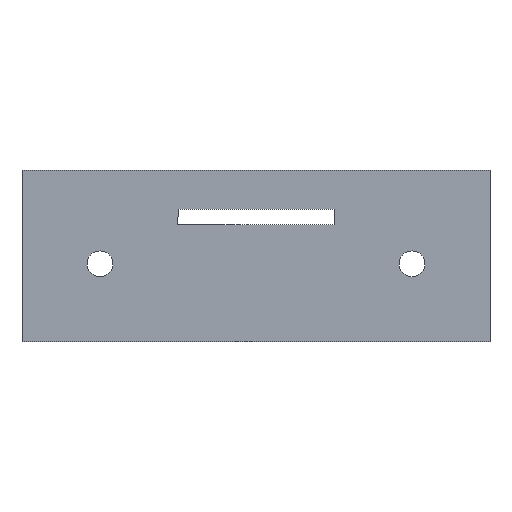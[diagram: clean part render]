
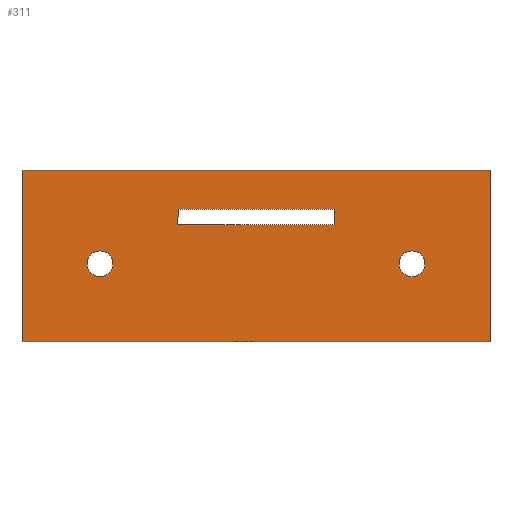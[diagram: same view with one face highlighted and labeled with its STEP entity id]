
A CAD part, top view. The second image highlights one B-rep face of the part: STEP entity #311.
In plain terms, the highlighted planar face has unit normal (0, 0, 1).
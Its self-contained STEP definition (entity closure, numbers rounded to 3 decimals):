
#4 = EDGE_CURVE ( 'NONE', #250, #404, #361, .T. ) ;
#5 = VERTEX_POINT ( 'NONE', #227 ) ;
#20 = CARTESIAN_POINT ( 'NONE',  ( 8.35, 10., 0. ) ) ;
#26 = VERTEX_POINT ( 'NONE', #446 ) ;
#31 = CARTESIAN_POINT ( 'NONE',  ( 0., 22., 0. ) ) ;
#33 = CARTESIAN_POINT ( 'NONE',  ( 40., 17., 0. ) ) ;
#35 = VECTOR ( 'NONE', #105, 1000. ) ;
#37 = EDGE_CURVE ( 'NONE', #252, #465, #70, .T. ) ;
#39 = AXIS2_PLACEMENT_3D ( 'NONE', #346, #377, #339 ) ;
#42 = CARTESIAN_POINT ( 'NONE',  ( 60., 0., 0. ) ) ;
#46 = CIRCLE ( 'NONE', #314, 1.65 ) ;
#48 = CARTESIAN_POINT ( 'NONE',  ( 60., 0., 0. ) ) ;
#51 = CARTESIAN_POINT ( 'NONE',  ( 0., 0., 0. ) ) ;
#55 = CARTESIAN_POINT ( 'NONE',  ( 20., 17., 0. ) ) ;
#58 = CARTESIAN_POINT ( 'NONE',  ( 20., 17., 0. ) ) ;
#62 = ORIENTED_EDGE ( 'NONE', *, *, #4, .T. ) ;
#68 = EDGE_LOOP ( 'NONE', ( #350, #328 ) ) ;
#70 = CIRCLE ( 'NONE', #330, 1.65 ) ;
#78 = ORIENTED_EDGE ( 'NONE', *, *, #445, .T. ) ;
#86 = CARTESIAN_POINT ( 'NONE',  ( 51.65, 10., 0. ) ) ;
#90 = AXIS2_PLACEMENT_3D ( 'NONE', #108, #308, #97 ) ;
#93 = ORIENTED_EDGE ( 'NONE', *, *, #37, .F. ) ;
#97 = DIRECTION ( 'NONE',  ( 1., 0., 0. ) ) ;
#98 = FACE_BOUND ( 'NONE', #68, .T. ) ;
#99 = EDGE_CURVE ( 'NONE', #378, #462, #128, .T. ) ;
#100 = ORIENTED_EDGE ( 'NONE', *, *, #99, .T. ) ;
#102 = DIRECTION ( 'NONE',  ( 0., 0., -1. ) ) ;
#105 = DIRECTION ( 'NONE',  ( -1., 0., 0. ) ) ;
#108 = CARTESIAN_POINT ( 'NONE',  ( 50., 10., 0. ) ) ;
#110 = VECTOR ( 'NONE', #212, 1000. ) ;
#124 = EDGE_CURVE ( 'NONE', #26, #343, #295, .T. ) ;
#128 = LINE ( 'NONE', #421, #181 ) ;
#130 = VECTOR ( 'NONE', #435, 1000. ) ;
#135 = CARTESIAN_POINT ( 'NONE',  ( 20., 15., 0. ) ) ;
#140 = LINE ( 'NONE', #31, #468 ) ;
#158 = DIRECTION ( 'NONE',  ( 0., -1., 0. ) ) ;
#167 = DIRECTION ( 'NONE',  ( 0., -1., 0. ) ) ;
#169 = CARTESIAN_POINT ( 'NONE',  ( 60., 22., 0. ) ) ;
#172 = CARTESIAN_POINT ( 'NONE',  ( 0., 0., 0. ) ) ;
#174 = CARTESIAN_POINT ( 'NONE',  ( 20., 17., 0. ) ) ;
#181 = VECTOR ( 'NONE', #158, 1000. ) ;
#200 = CARTESIAN_POINT ( 'NONE',  ( 48.35, 10., 0. ) ) ;
#201 = LINE ( 'NONE', #135, #382 ) ;
#212 = DIRECTION ( 'NONE',  ( 1., 0., 0. ) ) ;
#215 = AXIS2_PLACEMENT_3D ( 'NONE', #351, #102, #457 ) ;
#224 = CARTESIAN_POINT ( 'NONE',  ( 50., 10., 0. ) ) ;
#226 = EDGE_CURVE ( 'NONE', #343, #26, #46, .T. ) ;
#227 = CARTESIAN_POINT ( 'NONE',  ( 40., 15., 0. ) ) ;
#230 = VECTOR ( 'NONE', #167, 1000. ) ;
#235 = FACE_BOUND ( 'NONE', #318, .T. ) ;
#239 = FACE_OUTER_BOUND ( 'NONE', #272, .T. ) ;
#243 = LINE ( 'NONE', #33, #401 ) ;
#244 = VERTEX_POINT ( 'NONE', #55 ) ;
#250 = VERTEX_POINT ( 'NONE', #48 ) ;
#252 = VERTEX_POINT ( 'NONE', #86 ) ;
#265 = EDGE_CURVE ( 'NONE', #360, #5, #201, .T. ) ;
#268 = DIRECTION ( 'NONE',  ( 1., 0., 0. ) ) ;
#272 = EDGE_LOOP ( 'NONE', ( #100, #78, #62, #316 ) ) ;
#273 = DIRECTION ( 'NONE',  ( 0., 1., 0. ) ) ;
#275 = DIRECTION ( 'NONE',  ( 0., 0., 1. ) ) ;
#281 = DIRECTION ( 'NONE',  ( -1., 0., 0. ) ) ;
#284 = EDGE_LOOP ( 'NONE', ( #387, #307, #312, #402 ) ) ;
#295 = CIRCLE ( 'NONE', #39, 1.65 ) ;
#307 = ORIENTED_EDGE ( 'NONE', *, *, #349, .F. ) ;
#308 = DIRECTION ( 'NONE',  ( 0., 0., 1. ) ) ;
#309 = LINE ( 'NONE', #174, #35 ) ;
#311 = ADVANCED_FACE ( 'NONE', ( #98, #235, #389, #239 ), #426, .F. ) ;
#312 = ORIENTED_EDGE ( 'NONE', *, *, #357, .F. ) ;
#314 = AXIS2_PLACEMENT_3D ( 'NONE', #381, #275, #450 ) ;
#316 = ORIENTED_EDGE ( 'NONE', *, *, #320, .T. ) ;
#318 = EDGE_LOOP ( 'NONE', ( #93, #363 ) ) ;
#320 = EDGE_CURVE ( 'NONE', #404, #378, #140, .T. ) ;
#328 = ORIENTED_EDGE ( 'NONE', *, *, #226, .F. ) ;
#330 = AXIS2_PLACEMENT_3D ( 'NONE', #224, #412, #372 ) ;
#339 = DIRECTION ( 'NONE',  ( 1., 0., 0. ) ) ;
#343 = VERTEX_POINT ( 'NONE', #20 ) ;
#346 = CARTESIAN_POINT ( 'NONE',  ( 10., 10., 0. ) ) ;
#349 = EDGE_CURVE ( 'NONE', #244, #360, #418, .T. ) ;
#350 = ORIENTED_EDGE ( 'NONE', *, *, #124, .F. ) ;
#351 = CARTESIAN_POINT ( 'NONE',  ( 0., 0., 0. ) ) ;
#353 = CARTESIAN_POINT ( 'NONE',  ( 40., 17., 0. ) ) ;
#357 = EDGE_CURVE ( 'NONE', #456, #244, #309, .T. ) ;
#360 = VERTEX_POINT ( 'NONE', #390 ) ;
#361 = LINE ( 'NONE', #42, #130 ) ;
#363 = ORIENTED_EDGE ( 'NONE', *, *, #434, .F. ) ;
#372 = DIRECTION ( 'NONE',  ( 1., 0., 0. ) ) ;
#377 = DIRECTION ( 'NONE',  ( 0., 0., 1. ) ) ;
#378 = VERTEX_POINT ( 'NONE', #433 ) ;
#379 = LINE ( 'NONE', #51, #110 ) ;
#381 = CARTESIAN_POINT ( 'NONE',  ( 10., 10., 0. ) ) ;
#382 = VECTOR ( 'NONE', #268, 1000. ) ;
#387 = ORIENTED_EDGE ( 'NONE', *, *, #265, .F. ) ;
#389 = FACE_BOUND ( 'NONE', #284, .T. ) ;
#390 = CARTESIAN_POINT ( 'NONE',  ( 20., 15., 0. ) ) ;
#401 = VECTOR ( 'NONE', #273, 1000. ) ;
#402 = ORIENTED_EDGE ( 'NONE', *, *, #438, .F. ) ;
#404 = VERTEX_POINT ( 'NONE', #169 ) ;
#412 = DIRECTION ( 'NONE',  ( 0., 0., 1. ) ) ;
#418 = LINE ( 'NONE', #58, #230 ) ;
#421 = CARTESIAN_POINT ( 'NONE',  ( 0., 0., 0. ) ) ;
#426 = PLANE ( 'NONE',  #215 ) ;
#433 = CARTESIAN_POINT ( 'NONE',  ( 0., 22., 0. ) ) ;
#434 = EDGE_CURVE ( 'NONE', #465, #252, #444, .T. ) ;
#435 = DIRECTION ( 'NONE',  ( 0., 1., 0. ) ) ;
#438 = EDGE_CURVE ( 'NONE', #5, #456, #243, .T. ) ;
#444 = CIRCLE ( 'NONE', #90, 1.65 ) ;
#445 = EDGE_CURVE ( 'NONE', #462, #250, #379, .T. ) ;
#446 = CARTESIAN_POINT ( 'NONE',  ( 11.65, 10., 0. ) ) ;
#450 = DIRECTION ( 'NONE',  ( 1., 0., 0. ) ) ;
#456 = VERTEX_POINT ( 'NONE', #353 ) ;
#457 = DIRECTION ( 'NONE',  ( -1., 0., 0. ) ) ;
#462 = VERTEX_POINT ( 'NONE', #172 ) ;
#465 = VERTEX_POINT ( 'NONE', #200 ) ;
#468 = VECTOR ( 'NONE', #281, 1000. ) ;
